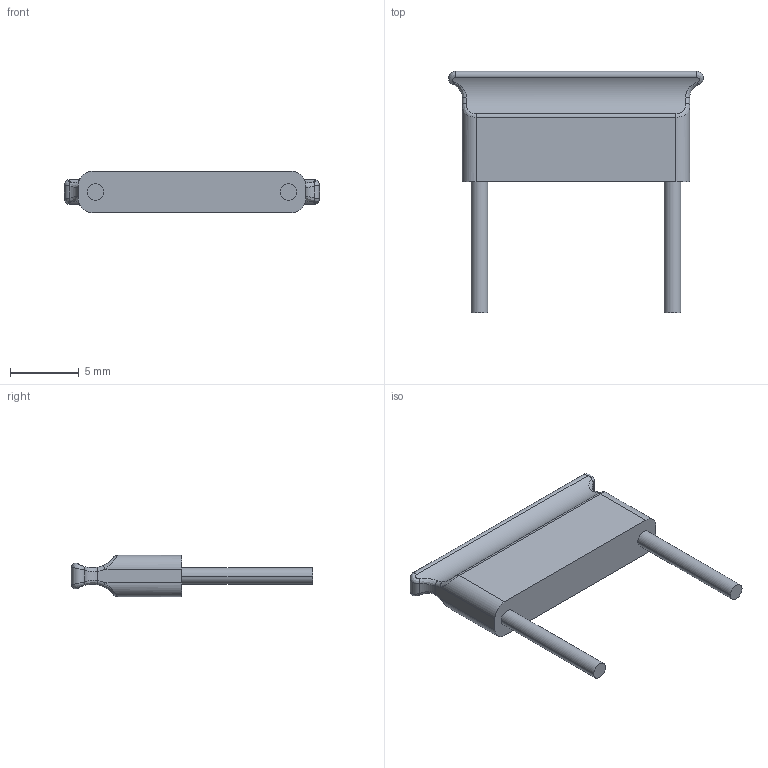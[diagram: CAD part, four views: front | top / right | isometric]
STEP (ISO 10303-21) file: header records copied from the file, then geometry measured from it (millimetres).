
FILE_DESCRIPTION((''),'2;1');
FILE_NAME('T-X22397801','2022-10-27T09:08:10',('hroth'),(''),'CREO PARAMETRIC BY PTC INC, 2021404','CREO PARAMETRIC BY PTC INC, 2021404','');
FILE_SCHEMA(('AUTOMOTIVE_DESIGN { 1 0 10303 214 1 1 1 1 }'));
Length unit declared in the file: millimetre
Products named in the file (1): T-X22397801
Bounding box: 18.5 x 17.5 x 3 mm (x, y, z)
Volume: 335.7 mm3; surface area: 479.7 mm2
Topology: 1 solids, 1 shells, 222 faces, 589 edges, 386 vertices
Faces by surface type: plane 184, cylinder 22, bspline 12, torus 4
Entity records: 9555 total; most frequent: CARTESIAN_POINT 2419, ORIENTED_EDGE 1178, DIRECTION 1033, EDGE_CURVE 589, VECTOR 517, LINE 517, VERTEX_POINT 386, AXIS2_PLACEMENT_3D 258
